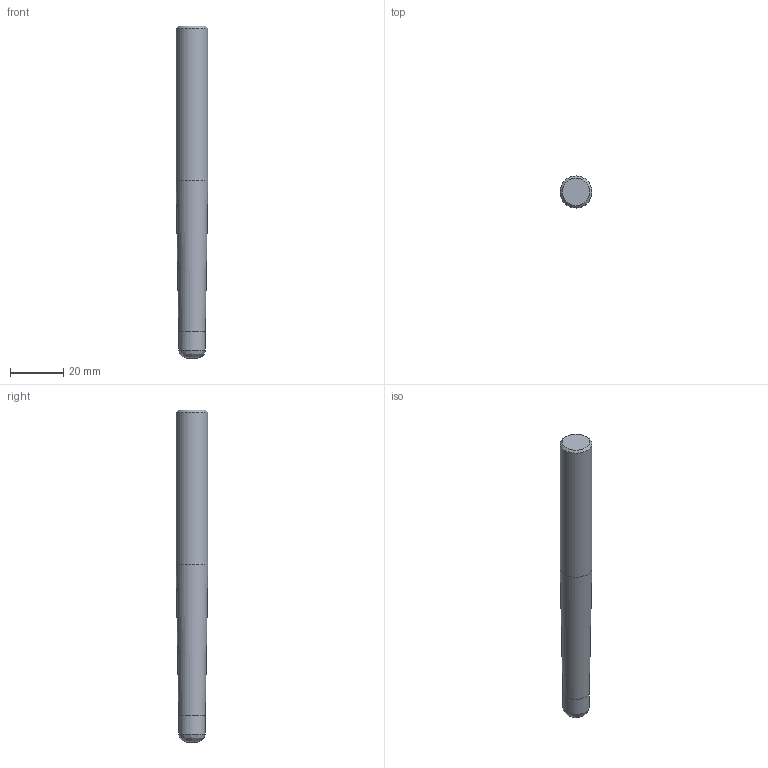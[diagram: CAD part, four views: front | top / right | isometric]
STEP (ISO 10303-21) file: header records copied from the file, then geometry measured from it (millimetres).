
FILE_DESCRIPTION(('STEP'), '1');
FILE_NAME('MOD000000000000000020084588900000.stp', '2019-01-02T12:06:08', (''), (''), 'Express v3.0.0.0', 'Express Tool', 'Unknown');
FILE_SCHEMA(('AUTOMOTIVE_DESIGN'));
Length unit declared in the file: millimetre
Products named in the file (1): R216.24-10030GAP10G-634153037338742769-1
Bounding box: 12 x 12 x 125 mm (x, y, z)
Volume: 12706.5 mm3; surface area: 4764.2 mm2
Topology: 2 solids, 2 shells, 9 faces, 25 edges, 21 vertices
Faces by surface type: bspline 9
Entity records: 458 total; most frequent: CARTESIAN_POINT 170, DIRECTION 48, ORIENTED_EDGE 40, EDGE_CURVE 20, AXIS2_PLACEMENT_3D 20, CIRCLE 17, VERTEX_POINT 15, ADVANCED_FACE 9
